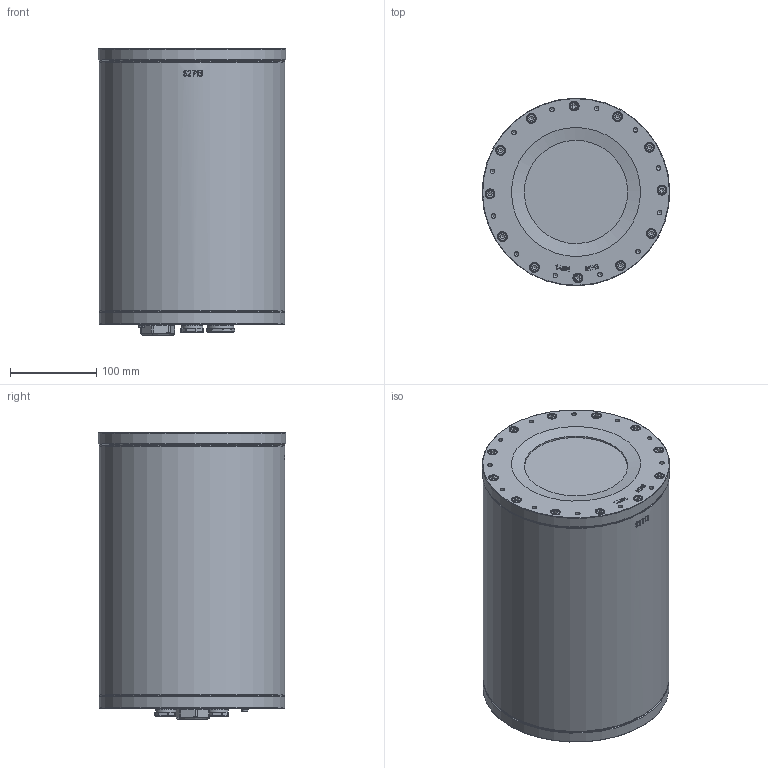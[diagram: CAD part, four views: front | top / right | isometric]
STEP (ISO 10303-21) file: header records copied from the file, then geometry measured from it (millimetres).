
FILE_DESCRIPTION(/* description */ (''),/* implementation_level */ '2;1');
FILE_NAME(/* name */ 'T07-VA4.3.K1.BOR1 (EX D ENCLOSURE).stp',/* time_stamp */ '2022-01-14T09:42:15+01:00',/* author */ ('Thiemo Gruber'),/* organization */ (''),/* preprocessor_version */ 'ST-DEVELOPER v18.1',/* originating_system */ 'Autodesk Inventor 2022',/* authorisation */ '');
FILE_SCHEMA (('AUTOMOTIVE_DESIGN { 1 0 10303 214 3 1 1 }'));
Products named in the file (19): VA3.3.K1.BOR1 (BAU, Compound); XCD-28-2 Sheet 1 Ex e (Abdeckung)_rev.2 (Gehäusestandard); VA3.3.R_rev.01; VA 3.x Gylon Flachdichtung; VA3.x Gehäuseschraubengarnitur; DIN 912 - M6 x 25; DIN 7980 - 6; 8292-12-SS-M20x1,5; HUGRO 548.32.EX; 8292-12-SS-M25x1,5; DIN 125-1  A A 4.3; DIN 127 - zurückgezogen A 4; DIN 84  - ersetzt durch DIN EN ISO 1207 M4 x 8; VA3.x.BOR (BAU); Borosilikatglas MAXOS DIN 7080-10 150mm x 15mm; VA3.x.BOR Passscheibe; DowCorning ADH-6066 Silikonverguss VA4.x.BORx_rev.01; VA3.x.BOR Siliconring; VA3.x.BOR Ringmutter
Assembly tree (45 placements, depth 3):
  VA3.3.K1.BOR1 (BAU, Compound)
    XCD-28-2 Sheet 1 Ex e (Abdeckung)_rev.2 (Gehäusestandard)
    VA3.3.R_rev.01
    VA3.x Gehäuseschraubengarnitur  x24
      DIN 912 - M6 x 25
      DIN 7980 - 6
    VA 3.x Gylon Flachdichtung  x2
    8292-12-SS-M20x1,5  x3
    HUGRO 548.32.EX
    8292-12-SS-M25x1,5  x2
    DIN 125-1  A A 4.3
    DIN 127 - zurückgezogen A 4
    DIN 84  - ersetzt durch DIN EN ISO 1207 M4 x 8
    VA3.x.BOR (BAU)
    Borosilikatglas MAXOS DIN 7080-10 150mm x 15mm
    VA3.x.BOR Passscheibe
    DowCorning ADH-6066 Silikonverguss VA4.x.BORx_rev.01
    VA3.x.BOR Siliconring
    VA3.x.BOR Ringmutter
Bounding box: 217.95 x 217.95 x 333 mm (x, y, z)
Volume: 2892187 mm3; surface area: 839693.7 mm2
Topology: 67 solids, 69 shells, 2484 faces, 6175 edges, 3885 vertices
Faces by surface type: plane 733, bspline 591, cylinder 538, cone 346, torus 255, sphere 21
Full cylindrical faces by diameter (mm): 3.197 x1, 3.242 x1, 3.621 x1, 4 x1, 4.3 x1, 4.917 x80, 5 x4, 5.9 x24, 6 x24, 6.4 x24, 6.647 x6, 9 x1, 10 x24, 11 x24, 18.376 x3, 20 x3, 23 x1, 23.376 x2, 24 x3, 25 x2, 29.8 x2, 30 x2, 30.376 x1, 32 x1, 120 x1, 125 x2, 130 x1, 150 x4, 152.84 x1, 155 x2
Entity records: 58132 total; most frequent: CARTESIAN_POINT 20638, ORIENTED_EDGE 7836, DIRECTION 6779, EDGE_CURVE 3918, AXIS2_PLACEMENT_3D 2655, VERTEX_POINT 2533, EDGE_LOOP 1851, FACE_OUTER_BOUND 1585
